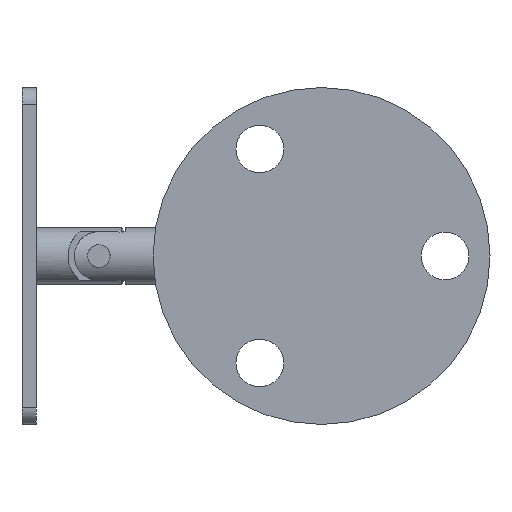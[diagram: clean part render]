
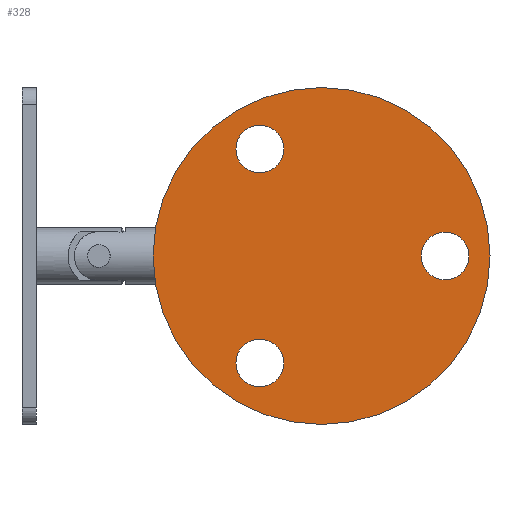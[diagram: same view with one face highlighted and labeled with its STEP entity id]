
A CAD part, left-side view. The second image highlights one B-rep face of the part: STEP entity #328.
In plain terms, the highlighted planar face has unit normal (-1, 0, 0).
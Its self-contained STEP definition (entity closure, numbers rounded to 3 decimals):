
#23 = VERTEX_POINT ( 'NONE', #1320 ) ;
#26 = CARTESIAN_POINT ( 'NONE',  ( 0., -22., 0. ) ) ;
#61 = VERTEX_POINT ( 'NONE', #742 ) ;
#113 = EDGE_LOOP ( 'NONE', ( #2159, #1209 ) ) ;
#118 = CIRCLE ( 'NONE', #1332, 4.25 ) ;
#123 = DIRECTION ( 'NONE',  ( 0., 0., -1. ) ) ;
#150 = CARTESIAN_POINT ( 'NONE',  ( 0., 0., 0. ) ) ;
#259 = CARTESIAN_POINT ( 'NONE',  ( 0., 0., 30. ) ) ;
#266 = CARTESIAN_POINT ( 'NONE',  ( 0., 11., -19.053 ) ) ;
#304 = VERTEX_POINT ( 'NONE', #1935 ) ;
#311 = FACE_BOUND ( 'NONE', #1113, .T. ) ;
#316 = DIRECTION ( 'NONE',  ( 0., 0., -1. ) ) ;
#328 = ADVANCED_FACE ( 'NONE', ( #856, #2337, #311, #1573 ), #2297, .F. ) ;
#331 = EDGE_LOOP ( 'NONE', ( #1810, #1276 ) ) ;
#368 = ORIENTED_EDGE ( 'NONE', *, *, #991, .T. ) ;
#443 = CARTESIAN_POINT ( 'NONE',  ( 0., 11., 14.803 ) ) ;
#499 = DIRECTION ( 'NONE',  ( 0., 0., -1. ) ) ;
#510 = CARTESIAN_POINT ( 'NONE',  ( 0., 0., 0. ) ) ;
#511 = DIRECTION ( 'NONE',  ( 1., 0., 0. ) ) ;
#561 = EDGE_CURVE ( 'NONE', #1578, #882, #984, .T. ) ;
#621 = AXIS2_PLACEMENT_3D ( 'NONE', #26, #2175, #2002 ) ;
#626 = DIRECTION ( 'NONE',  ( 1., 0., 0. ) ) ;
#666 = AXIS2_PLACEMENT_3D ( 'NONE', #1971, #511, #1946 ) ;
#742 = CARTESIAN_POINT ( 'NONE',  ( 0., 11., 23.303 ) ) ;
#777 = VERTEX_POINT ( 'NONE', #259 ) ;
#802 = VERTEX_POINT ( 'NONE', #1298 ) ;
#804 = CARTESIAN_POINT ( 'NONE',  ( 0., 11., -14.803 ) ) ;
#856 = FACE_BOUND ( 'NONE', #331, .T. ) ;
#882 = VERTEX_POINT ( 'NONE', #804 ) ;
#907 = DIRECTION ( 'NONE',  ( 1., 0., 0. ) ) ;
#957 = CIRCLE ( 'NONE', #2269, 4.25 ) ;
#961 = CIRCLE ( 'NONE', #1934, 30. ) ;
#984 = CIRCLE ( 'NONE', #2294, 4.25 ) ;
#991 = EDGE_CURVE ( 'NONE', #2153, #61, #1684, .T. ) ;
#1061 = CARTESIAN_POINT ( 'NONE',  ( 0., 11., -19.053 ) ) ;
#1076 = CIRCLE ( 'NONE', #621, 4.25 ) ;
#1110 = DIRECTION ( 'NONE',  ( 1., 0., 0. ) ) ;
#1113 = EDGE_LOOP ( 'NONE', ( #1975, #1455 ) ) ;
#1209 = ORIENTED_EDGE ( 'NONE', *, *, #1909, .F. ) ;
#1210 = DIRECTION ( 'NONE',  ( 1., 0., 0. ) ) ;
#1221 = AXIS2_PLACEMENT_3D ( 'NONE', #2121, #2101, #316 ) ;
#1232 = EDGE_CURVE ( 'NONE', #23, #304, #1076, .T. ) ;
#1269 = CIRCLE ( 'NONE', #1636, 4.25 ) ;
#1276 = ORIENTED_EDGE ( 'NONE', *, *, #1923, .T. ) ;
#1298 = CARTESIAN_POINT ( 'NONE',  ( 0., 0., -30. ) ) ;
#1320 = CARTESIAN_POINT ( 'NONE',  ( 0., -22., 4.25 ) ) ;
#1332 = AXIS2_PLACEMENT_3D ( 'NONE', #1061, #1795, #123 ) ;
#1397 = DIRECTION ( 'NONE',  ( 1., 0., 0. ) ) ;
#1455 = ORIENTED_EDGE ( 'NONE', *, *, #1232, .T. ) ;
#1477 = EDGE_LOOP ( 'NONE', ( #368, #1592 ) ) ;
#1546 = DIRECTION ( 'NONE',  ( 0., 0., -1. ) ) ;
#1551 = CIRCLE ( 'NONE', #1221, 30. ) ;
#1573 = FACE_OUTER_BOUND ( 'NONE', #113, .T. ) ;
#1578 = VERTEX_POINT ( 'NONE', #2183 ) ;
#1579 = EDGE_CURVE ( 'NONE', #304, #23, #1269, .T. ) ;
#1592 = ORIENTED_EDGE ( 'NONE', *, *, #2325, .T. ) ;
#1636 = AXIS2_PLACEMENT_3D ( 'NONE', #2012, #907, #1847 ) ;
#1639 = DIRECTION ( 'NONE',  ( 0., 0., -1. ) ) ;
#1680 = CARTESIAN_POINT ( 'NONE',  ( 0., 11., 19.053 ) ) ;
#1684 = CIRCLE ( 'NONE', #666, 4.25 ) ;
#1795 = DIRECTION ( 'NONE',  ( 1., 0., 0. ) ) ;
#1810 = ORIENTED_EDGE ( 'NONE', *, *, #561, .T. ) ;
#1847 = DIRECTION ( 'NONE',  ( 0., 0., -1. ) ) ;
#1893 = EDGE_CURVE ( 'NONE', #777, #802, #1551, .T. ) ;
#1909 = EDGE_CURVE ( 'NONE', #802, #777, #961, .T. ) ;
#1923 = EDGE_CURVE ( 'NONE', #882, #1578, #118, .T. ) ;
#1934 = AXIS2_PLACEMENT_3D ( 'NONE', #150, #1210, #1546 ) ;
#1935 = CARTESIAN_POINT ( 'NONE',  ( 0., -22., -4.25 ) ) ;
#1946 = DIRECTION ( 'NONE',  ( 0., 0., -1. ) ) ;
#1971 = CARTESIAN_POINT ( 'NONE',  ( 0., 11., 19.053 ) ) ;
#1975 = ORIENTED_EDGE ( 'NONE', *, *, #1579, .T. ) ;
#2002 = DIRECTION ( 'NONE',  ( 0., 0., -1. ) ) ;
#2010 = AXIS2_PLACEMENT_3D ( 'NONE', #510, #1397, #499 ) ;
#2012 = CARTESIAN_POINT ( 'NONE',  ( 0., -22., 0. ) ) ;
#2077 = DIRECTION ( 'NONE',  ( 0., 0., -1. ) ) ;
#2101 = DIRECTION ( 'NONE',  ( 1., 0., 0. ) ) ;
#2121 = CARTESIAN_POINT ( 'NONE',  ( 0., 0., 0. ) ) ;
#2153 = VERTEX_POINT ( 'NONE', #443 ) ;
#2159 = ORIENTED_EDGE ( 'NONE', *, *, #1893, .F. ) ;
#2175 = DIRECTION ( 'NONE',  ( 1., 0., 0. ) ) ;
#2183 = CARTESIAN_POINT ( 'NONE',  ( 0., 11., -23.303 ) ) ;
#2269 = AXIS2_PLACEMENT_3D ( 'NONE', #1680, #1110, #1639 ) ;
#2294 = AXIS2_PLACEMENT_3D ( 'NONE', #266, #626, #2077 ) ;
#2297 = PLANE ( 'NONE',  #2010 ) ;
#2325 = EDGE_CURVE ( 'NONE', #61, #2153, #957, .T. ) ;
#2337 = FACE_BOUND ( 'NONE', #1477, .T. ) ;
